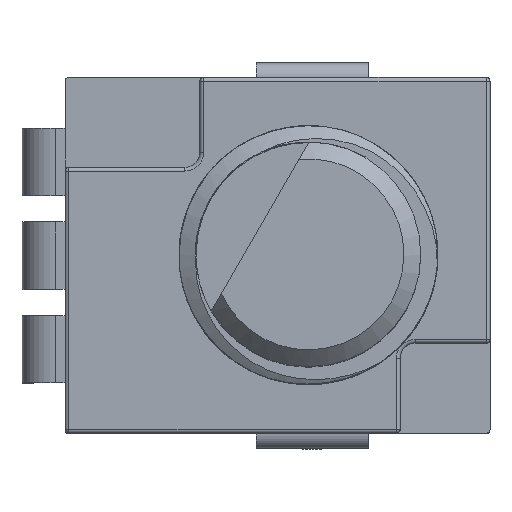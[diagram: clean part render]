
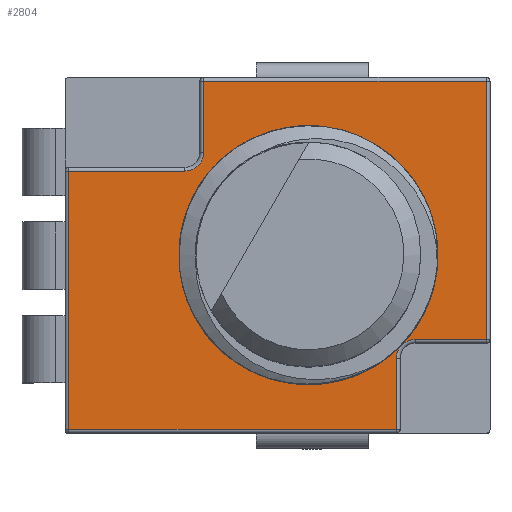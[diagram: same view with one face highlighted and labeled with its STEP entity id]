
A CAD part, top view. The second image highlights one B-rep face of the part: STEP entity #2804.
In plain terms, the highlighted planar face has unit normal (0, 0, 1).
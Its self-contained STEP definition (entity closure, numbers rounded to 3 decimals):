
#83=PLANE('',#3014);
#184=FACE_OUTER_BOUND('',#352,.T.);
#352=EDGE_LOOP('',(#1944,#1945,#1946,#1947,#1948,#1949,#1950,#1951,#1952,
#1953));
#521=LINE('',#4159,#796);
#522=LINE('',#4170,#797);
#526=LINE('',#4186,#801);
#528=LINE('',#4192,#803);
#529=LINE('',#4194,#804);
#530=LINE('',#4196,#805);
#531=LINE('',#4200,#806);
#532=LINE('',#4201,#807);
#796=VECTOR('',#3324,10.);
#797=VECTOR('',#3337,10.);
#801=VECTOR('',#3357,10.);
#803=VECTOR('',#3363,10.);
#804=VECTOR('',#3364,10.);
#805=VECTOR('',#3365,10.);
#806=VECTOR('',#3368,10.);
#807=VECTOR('',#3369,10.);
#1065=CIRCLE('',#3001,0.5);
#1073=CIRCLE('',#3015,0.5);
#1186=VERTEX_POINT('',#4153);
#1188=VERTEX_POINT('',#4157);
#1190=VERTEX_POINT('',#4162);
#1192=VERTEX_POINT('',#4168);
#1196=VERTEX_POINT('',#4185);
#1198=VERTEX_POINT('',#4191);
#1199=VERTEX_POINT('',#4193);
#1200=VERTEX_POINT('',#4195);
#1201=VERTEX_POINT('',#4197);
#1202=VERTEX_POINT('',#4199);
#1471=EDGE_CURVE('',#1188,#1186,#521,.T.);
#1473=EDGE_CURVE('',#1190,#1188,#1065,.T.);
#1476=EDGE_CURVE('',#1192,#1190,#522,.T.);
#1484=EDGE_CURVE('',#1186,#1196,#526,.T.);
#1487=EDGE_CURVE('',#1198,#1192,#528,.T.);
#1488=EDGE_CURVE('',#1199,#1198,#529,.T.);
#1489=EDGE_CURVE('',#1200,#1199,#530,.T.);
#1490=EDGE_CURVE('',#1201,#1200,#1073,.T.);
#1491=EDGE_CURVE('',#1202,#1201,#531,.T.);
#1492=EDGE_CURVE('',#1196,#1202,#532,.T.);
#1944=ORIENTED_EDGE('',*,*,#1471,.F.);
#1945=ORIENTED_EDGE('',*,*,#1473,.F.);
#1946=ORIENTED_EDGE('',*,*,#1476,.F.);
#1947=ORIENTED_EDGE('',*,*,#1487,.F.);
#1948=ORIENTED_EDGE('',*,*,#1488,.F.);
#1949=ORIENTED_EDGE('',*,*,#1489,.F.);
#1950=ORIENTED_EDGE('',*,*,#1490,.F.);
#1951=ORIENTED_EDGE('',*,*,#1491,.F.);
#1952=ORIENTED_EDGE('',*,*,#1492,.F.);
#1953=ORIENTED_EDGE('',*,*,#1484,.F.);
#2804=ADVANCED_FACE('',(#184),#83,.T.);
#3001=AXIS2_PLACEMENT_3D('',#4164,#3329,#3330);
#3014=AXIS2_PLACEMENT_3D('',#4190,#3361,#3362);
#3015=AXIS2_PLACEMENT_3D('',#4198,#3366,#3367);
#3324=DIRECTION('',(0.,-1.,0.));
#3329=DIRECTION('center_axis',(0.,0.,1.));
#3330=DIRECTION('ref_axis',(-0.707,0.707,0.));
#3337=DIRECTION('',(-1.,0.,0.));
#3357=DIRECTION('',(-1.,0.,0.));
#3361=DIRECTION('center_axis',(0.,0.,1.));
#3362=DIRECTION('ref_axis',(1.,0.,0.));
#3363=DIRECTION('',(0.,-1.,0.));
#3364=DIRECTION('',(1.,0.,0.));
#3365=DIRECTION('',(0.,1.,0.));
#3366=DIRECTION('center_axis',(0.,0.,1.));
#3367=DIRECTION('ref_axis',(0.707,-0.707,0.));
#3368=DIRECTION('',(1.,0.,0.));
#3369=DIRECTION('',(0.,1.,0.));
#4153=CARTESIAN_POINT('',(9.85,-7.15,10.));
#4157=CARTESIAN_POINT('',(9.85,-5.25,10.));
#4159=CARTESIAN_POINT('',(9.85,-4.875,10.));
#4162=CARTESIAN_POINT('',(10.35,-4.75,10.));
#4164=CARTESIAN_POINT('Origin',(10.35,-5.25,10.));
#4168=CARTESIAN_POINT('',(12.25,-4.75,10.));
#4170=CARTESIAN_POINT('',(8.313,-4.75,10.));
#4185=CARTESIAN_POINT('',(1.1,-7.15,10.));
#4186=CARTESIAN_POINT('',(3.838,-7.15,10.));
#4190=CARTESIAN_POINT('Origin',(6.675,-2.5,10.));
#4191=CARTESIAN_POINT('',(12.25,2.15,10.));
#4192=CARTESIAN_POINT('',(12.25,-4.875,10.));
#4193=CARTESIAN_POINT('',(4.7,2.15,10.));
#4194=CARTESIAN_POINT('',(9.513,2.15,10.));
#4195=CARTESIAN_POINT('',(4.7,0.25,10.));
#4196=CARTESIAN_POINT('',(4.7,-0.125,10.));
#4197=CARTESIAN_POINT('',(4.2,-0.25,10.));
#4198=CARTESIAN_POINT('Origin',(4.2,0.25,10.));
#4199=CARTESIAN_POINT('',(1.1,-0.25,10.));
#4200=CARTESIAN_POINT('',(5.638,-0.25,10.));
#4201=CARTESIAN_POINT('',(1.1,-0.125,10.));
